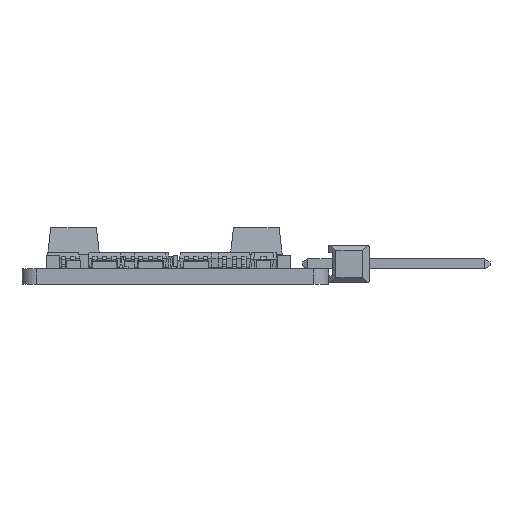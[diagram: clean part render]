
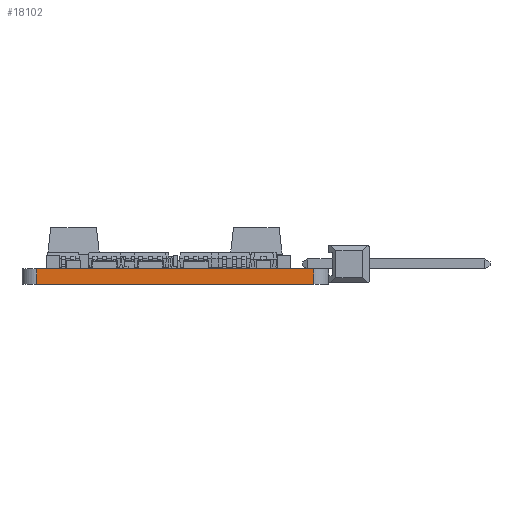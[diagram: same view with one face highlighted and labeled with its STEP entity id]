
A CAD part, left-side view. The second image highlights one B-rep face of the part: STEP entity #18102.
In plain terms, the highlighted planar face has unit normal (-1, 0, 0).
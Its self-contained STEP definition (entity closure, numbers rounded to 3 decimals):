
#405 = VECTOR ( 'NONE', #20767, 1000. ) ;
#834 = CARTESIAN_POINT ( 'NONE',  ( 0., 1., 0. ) ) ;
#1088 = VECTOR ( 'NONE', #11092, 1000. ) ;
#1265 = ORIENTED_EDGE ( 'NONE', *, *, #6333, .F. ) ;
#1643 = CARTESIAN_POINT ( 'NONE',  ( 0., 19.8, 1.062 ) ) ;
#1860 = VECTOR ( 'NONE', #8450, 1000. ) ;
#2345 = CARTESIAN_POINT ( 'NONE',  ( 0., 19.8, 0. ) ) ;
#2584 = DIRECTION ( 'NONE',  ( 0., 1., 0. ) ) ;
#2586 = LINE ( 'NONE', #12341, #8374 ) ;
#3926 = EDGE_CURVE ( 'NONE', #17001, #9075, #15872, .T. ) ;
#4067 = CARTESIAN_POINT ( 'NONE',  ( 0., 1., 1.062 ) ) ;
#4223 = FACE_OUTER_BOUND ( 'NONE', #16147, .T. ) ;
#4319 = DIRECTION ( 'NONE',  ( 0., 1., 0. ) ) ;
#4794 = EDGE_CURVE ( 'NONE', #17001, #6772, #5628, .T. ) ;
#4841 = EDGE_CURVE ( 'NONE', #6772, #8140, #2586, .T. ) ;
#5628 = LINE ( 'NONE', #834, #405 ) ;
#6322 = CARTESIAN_POINT ( 'NONE',  ( 0., 19.8, 0. ) ) ;
#6333 = EDGE_CURVE ( 'NONE', #9075, #8140, #15454, .T. ) ;
#6772 = VERTEX_POINT ( 'NONE', #4067 ) ;
#7633 = CARTESIAN_POINT ( 'NONE',  ( 0., 1., 0. ) ) ;
#8140 = VERTEX_POINT ( 'NONE', #1643 ) ;
#8374 = VECTOR ( 'NONE', #4319, 1000. ) ;
#8450 = DIRECTION ( 'NONE',  ( 0., 0., 1. ) ) ;
#9075 = VERTEX_POINT ( 'NONE', #6322 ) ;
#10167 = ORIENTED_EDGE ( 'NONE', *, *, #3926, .F. ) ;
#10803 = CARTESIAN_POINT ( 'NONE',  ( 0., 1., 0. ) ) ;
#11092 = DIRECTION ( 'NONE',  ( 0., 1., 0. ) ) ;
#12341 = CARTESIAN_POINT ( 'NONE',  ( 0., 1., 1.062 ) ) ;
#12704 = ORIENTED_EDGE ( 'NONE', *, *, #4841, .T. ) ;
#13500 = AXIS2_PLACEMENT_3D ( 'NONE', #10803, #17311, #2584 ) ;
#14274 = CARTESIAN_POINT ( 'NONE',  ( 0., 1., 0. ) ) ;
#15454 = LINE ( 'NONE', #2345, #1860 ) ;
#15872 = LINE ( 'NONE', #7633, #1088 ) ;
#16147 = EDGE_LOOP ( 'NONE', ( #17023, #12704, #1265, #10167 ) ) ;
#17001 = VERTEX_POINT ( 'NONE', #14274 ) ;
#17023 = ORIENTED_EDGE ( 'NONE', *, *, #4794, .T. ) ;
#17311 = DIRECTION ( 'NONE',  ( -1., 0., 0. ) ) ;
#18102 = ADVANCED_FACE ( 'NONE', ( #4223 ), #19133, .T. ) ;
#19133 = PLANE ( 'NONE',  #13500 ) ;
#20767 = DIRECTION ( 'NONE',  ( 0., 0., 1. ) ) ;
